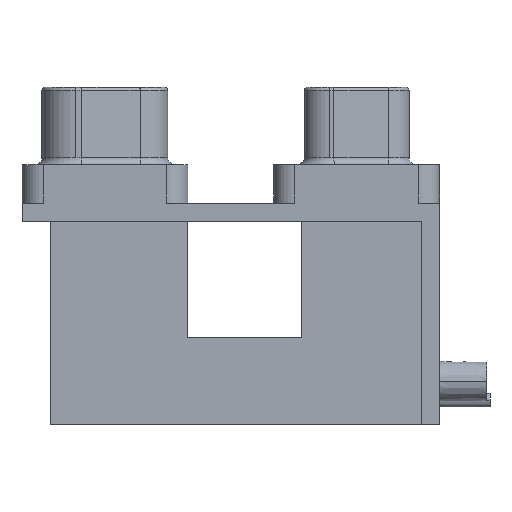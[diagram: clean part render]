
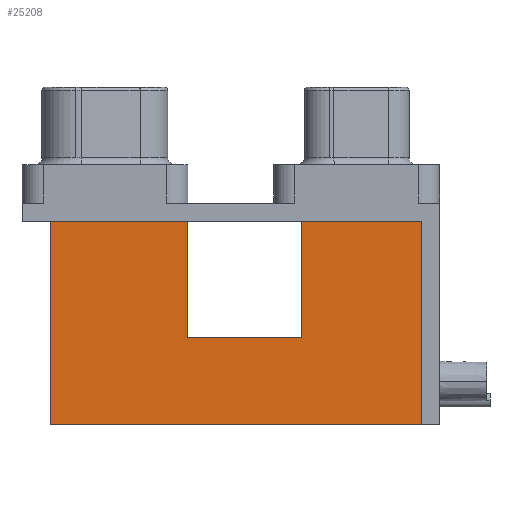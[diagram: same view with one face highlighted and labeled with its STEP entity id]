
A CAD part, left-side view. The second image highlights one B-rep face of the part: STEP entity #25208.
In plain terms, the highlighted planar face has unit normal (-1, 0, 0).
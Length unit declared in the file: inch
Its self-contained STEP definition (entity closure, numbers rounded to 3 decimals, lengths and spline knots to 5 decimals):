
#135 = VERTEX_POINT ( 'NONE', #25509 ) ;
#191 = VECTOR ( 'NONE', #20690, 39.37008 ) ;
#617 = ORIENTED_EDGE ( 'NONE', *, *, #14166, .F. ) ;
#987 = CARTESIAN_POINT ( 'NONE',  ( -0.472, 0.163, -0.115 ) ) ;
#1635 = CARTESIAN_POINT ( 'NONE',  ( -0.472, 0.163, -0.775 ) ) ;
#2076 = CARTESIAN_POINT ( 'NONE',  ( -0.472, -0.997, -0.775 ) ) ;
#2451 = VECTOR ( 'NONE', #9602, 39.37008 ) ;
#4750 = DIRECTION ( 'NONE',  ( 0., 0., 1. ) ) ;
#5189 = CARTESIAN_POINT ( 'NONE',  ( -0.472, 0.163, -0.115 ) ) ;
#5837 = EDGE_CURVE ( 'NONE', #9189, #16329, #9096, .T. ) ;
#5968 = EDGE_CURVE ( 'NONE', #135, #9018, #7226, .T. ) ;
#6847 = LINE ( 'NONE', #1635, #11744 ) ;
#6895 = VERTEX_POINT ( 'NONE', #8200 ) ;
#7226 = LINE ( 'NONE', #23361, #2451 ) ;
#8200 = CARTESIAN_POINT ( 'NONE',  ( -0.472, 0.163, -0.775 ) ) ;
#8558 = VECTOR ( 'NONE', #15243, 39.37008 ) ;
#9018 = VERTEX_POINT ( 'NONE', #33812 ) ;
#9096 = LINE ( 'NONE', #987, #14084 ) ;
#9189 = VERTEX_POINT ( 'NONE', #24582 ) ;
#9602 = DIRECTION ( 'NONE',  ( 0., 1., 0. ) ) ;
#9781 = DIRECTION ( 'NONE',  ( 1., 0., 0. ) ) ;
#10699 = LINE ( 'NONE', #21320, #8558 ) ;
#10955 = VERTEX_POINT ( 'NONE', #25285 ) ;
#11744 = VECTOR ( 'NONE', #4750, 39.37008 ) ;
#12141 = DIRECTION ( 'NONE',  ( 0., 0., -1. ) ) ;
#12635 = EDGE_CURVE ( 'NONE', #6895, #16329, #6847, .T. ) ;
#12699 = DIRECTION ( 'NONE',  ( 0., 0., 1. ) ) ;
#14084 = VECTOR ( 'NONE', #16113, 39.37008 ) ;
#14166 = EDGE_CURVE ( 'NONE', #19157, #6895, #23114, .T. ) ;
#14404 = CARTESIAN_POINT ( 'NONE',  ( -0.472, -0.997, -0.115 ) ) ;
#15243 = DIRECTION ( 'NONE',  ( 0., 0., -1. ) ) ;
#15726 = ORIENTED_EDGE ( 'NONE', *, *, #12635, .F. ) ;
#16113 = DIRECTION ( 'NONE',  ( 0., 1., 0. ) ) ;
#16329 = VERTEX_POINT ( 'NONE', #5189 ) ;
#16843 = LINE ( 'NONE', #33379, #18596 ) ;
#17569 = EDGE_LOOP ( 'NONE', ( #31268, #15726, #617, #29734, #27341, #24740, #17853, #29224 ) ) ;
#17853 = ORIENTED_EDGE ( 'NONE', *, *, #5968, .T. ) ;
#18029 = VERTEX_POINT ( 'NONE', #14404 ) ;
#18325 = LINE ( 'NONE', #33788, #28134 ) ;
#18596 = VECTOR ( 'NONE', #24868, 39.37008 ) ;
#19157 = VERTEX_POINT ( 'NONE', #2076 ) ;
#20596 = DIRECTION ( 'NONE',  ( 0., 1., 0. ) ) ;
#20690 = DIRECTION ( 'NONE',  ( 0., 1., 0. ) ) ;
#21320 = CARTESIAN_POINT ( 'NONE',  ( -0.472, -0.587, 0.91419 ) ) ;
#23022 = FACE_OUTER_BOUND ( 'NONE', #17569, .T. ) ;
#23114 = LINE ( 'NONE', #33703, #191 ) ;
#23361 = CARTESIAN_POINT ( 'NONE',  ( -0.472, -0.997, -0.515 ) ) ;
#24582 = CARTESIAN_POINT ( 'NONE',  ( -0.472, -0.247, -0.115 ) ) ;
#24740 = ORIENTED_EDGE ( 'NONE', *, *, #31658, .T. ) ;
#24868 = DIRECTION ( 'NONE',  ( 0., -1., 0. ) ) ;
#25153 = EDGE_CURVE ( 'NONE', #9018, #9189, #18325, .T. ) ;
#25208 = ADVANCED_FACE ( 'NONE', ( #23022 ), #33615, .F. ) ;
#25285 = CARTESIAN_POINT ( 'NONE',  ( -0.472, -0.587, -0.115 ) ) ;
#25366 = CARTESIAN_POINT ( 'NONE',  ( -0.472, -0.997, -0.775 ) ) ;
#25509 = CARTESIAN_POINT ( 'NONE',  ( -0.472, -0.587, -0.515 ) ) ;
#25546 = LINE ( 'NONE', #25366, #26071 ) ;
#26071 = VECTOR ( 'NONE', #12141, 39.37008 ) ;
#27341 = ORIENTED_EDGE ( 'NONE', *, *, #32397, .F. ) ;
#28134 = VECTOR ( 'NONE', #12699, 39.37008 ) ;
#28398 = CARTESIAN_POINT ( 'NONE',  ( -0.472, 0.163, -0.775 ) ) ;
#28425 = EDGE_CURVE ( 'NONE', #18029, #19157, #25546, .T. ) ;
#29224 = ORIENTED_EDGE ( 'NONE', *, *, #25153, .T. ) ;
#29734 = ORIENTED_EDGE ( 'NONE', *, *, #28425, .F. ) ;
#31268 = ORIENTED_EDGE ( 'NONE', *, *, #5837, .T. ) ;
#31658 = EDGE_CURVE ( 'NONE', #10955, #135, #10699, .T. ) ;
#32397 = EDGE_CURVE ( 'NONE', #10955, #18029, #16843, .T. ) ;
#32552 = AXIS2_PLACEMENT_3D ( 'NONE', #28398, #9781, #20596 ) ;
#33379 = CARTESIAN_POINT ( 'NONE',  ( -0.472, -0.997, -0.115 ) ) ;
#33615 = PLANE ( 'NONE',  #32552 ) ;
#33703 = CARTESIAN_POINT ( 'NONE',  ( -0.472, 0.163, -0.775 ) ) ;
#33788 = CARTESIAN_POINT ( 'NONE',  ( -0.472, -0.247, -0.775 ) ) ;
#33812 = CARTESIAN_POINT ( 'NONE',  ( -0.472, -0.247, -0.515 ) ) ;
